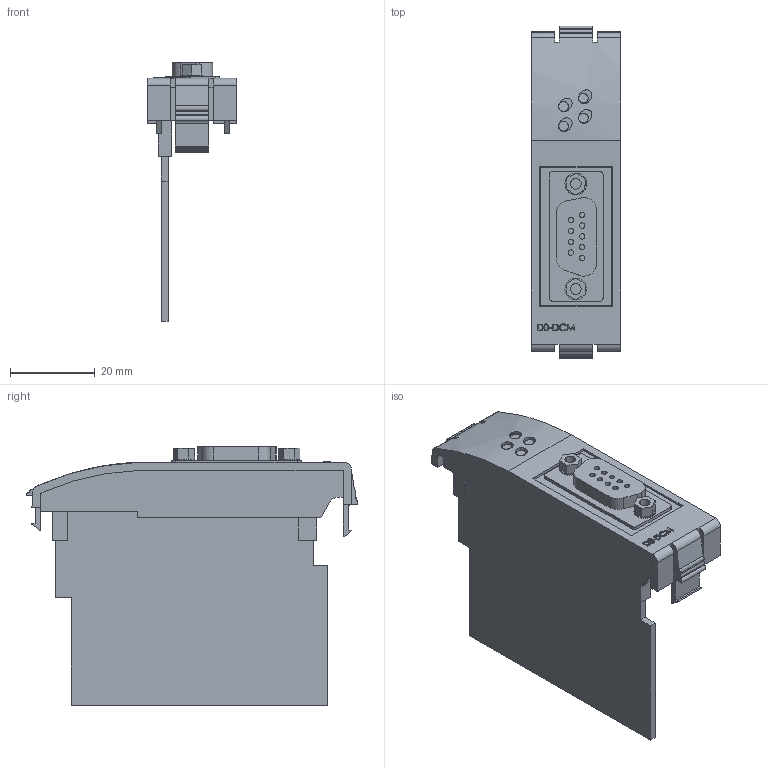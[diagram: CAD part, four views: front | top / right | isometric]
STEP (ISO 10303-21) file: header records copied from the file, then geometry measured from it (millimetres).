
FILE_DESCRIPTION (( 'STEP AP214' ), '1' );
FILE_NAME ('D0-DCM.STEP', '2011-02-02T19:00:39', ( '.ADC' ), ( 'ADC' ), 'SwSTEP 2.0', 'SolidWorks 2009', '' );
FILE_SCHEMA (( 'AUTOMOTIVE_DESIGN' ));
Length unit declared in the file: inch
Products named in the file (1): D0-DCM
Bounding box: 20.98 x 78.23 x 60.93 mm (x, y, z)
Volume: 11107.4 mm3; surface area: 14260 mm2
Topology: 1 solids, 1 shells, 327 faces, 843 edges, 552 vertices
Faces by surface type: plane 205, cylinder 82, bspline 40
Entity records: 13270 total; most frequent: CARTESIAN_POINT 4369, ORIENTED_EDGE 1686, DIRECTION 1516, EDGE_CURVE 843, VECTOR 570, LINE 570, VERTEX_POINT 552, AXIS2_PLACEMENT_3D 473
